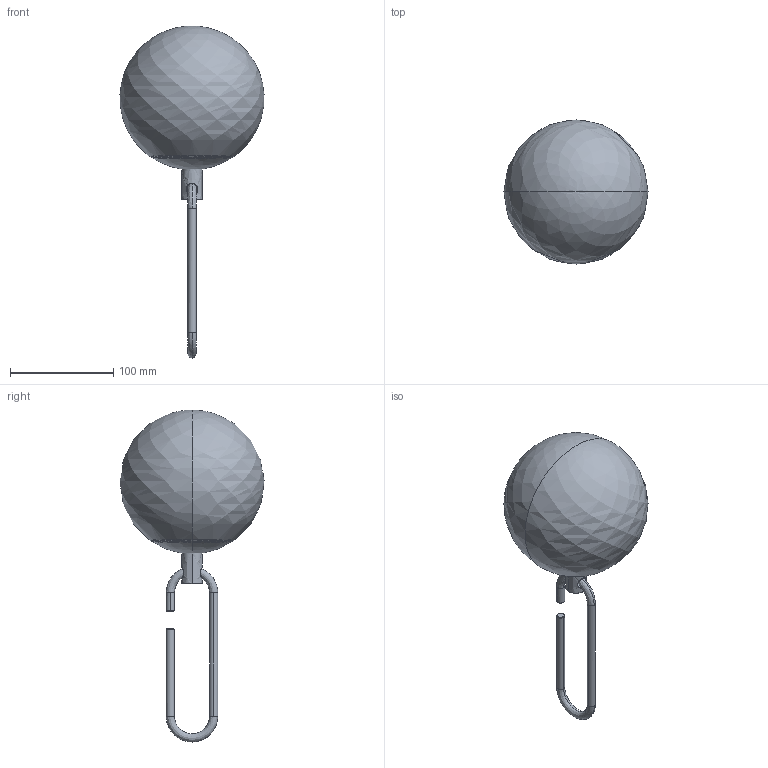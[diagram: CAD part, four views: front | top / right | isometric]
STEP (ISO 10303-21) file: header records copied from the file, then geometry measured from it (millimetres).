
FILE_DESCRIPTION(/* description */ (''),/* implementation_level */ '2;1');
FILE_NAME(/* name */ '3D S1101010A01_nh1217 table',/* time_stamp */ '2017-12-01T17:01:15+01:00',/* author */ (''),/* organization */ (''),/* preprocessor_version */ 'ST-DEVELOPER v10',/* originating_system */ '',/* authorisation */ '');
FILE_SCHEMA (('AUTOMOTIVE_DESIGN'));
Length unit declared in the file: millimetre
Products named in the file (1): 1
Bounding box: 139.85 x 139.98 x 322.32 mm (x, y, z)
Volume: 223708.5 mm3; surface area: 134517.7 mm2
Topology: 4 solids, 4 shells, 62 faces, 147 edges, 89 vertices
Faces by surface type: bspline 56, plane 6
Entity records: 2942 total; most frequent: CARTESIAN_POINT 2115, ORIENTED_EDGE 266, EDGE_CURVE 133, VERTEX_POINT 81, EDGE_LOOP 66, ADVANCED_FACE 62, FACE_OUTER_BOUND 62, B_SPLINE_CURVE_WITH_KNOTS 36
